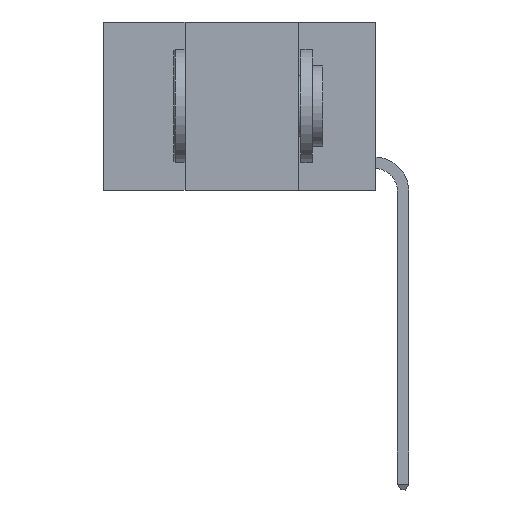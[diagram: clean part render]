
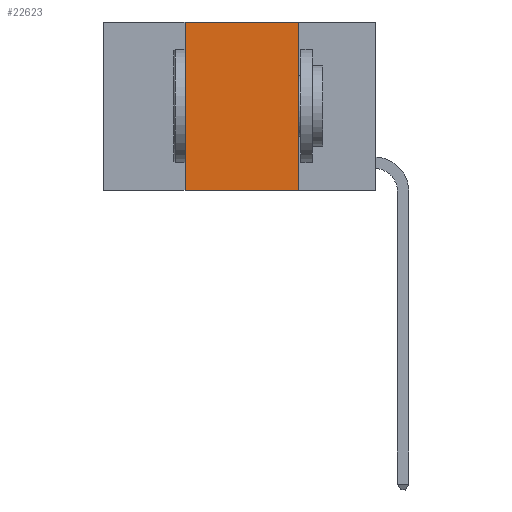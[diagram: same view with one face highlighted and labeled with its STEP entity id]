
A CAD part, left-side view. The second image highlights one B-rep face of the part: STEP entity #22623.
In plain terms, the highlighted planar face has unit normal (-1, 0, 0).
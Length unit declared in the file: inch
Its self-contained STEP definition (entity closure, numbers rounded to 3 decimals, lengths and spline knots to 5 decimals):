
#869 = CARTESIAN_POINT ( 'NONE',  ( 0., 0.6, 0. ) ) ;
#882 = DIRECTION ( 'NONE',  ( 0., -1., 0. ) ) ;
#1717 = VERTEX_POINT ( 'NONE', #26476 ) ;
#2221 = DIRECTION ( 'NONE',  ( 0., 0., -1. ) ) ;
#2937 = ORIENTED_EDGE ( 'NONE', *, *, #9945, .T. ) ;
#3067 = DIRECTION ( 'NONE',  ( 0., 0., -1. ) ) ;
#3817 = VERTEX_POINT ( 'NONE', #26479 ) ;
#6157 = DIRECTION ( 'NONE',  ( 0., 0., 1. ) ) ;
#7325 = PLANE ( 'NONE',  #24730 ) ;
#7495 = ORIENTED_EDGE ( 'NONE', *, *, #20144, .F. ) ;
#7541 = VERTEX_POINT ( 'NONE', #21599 ) ;
#8380 = LINE ( 'NONE', #17978, #21233 ) ;
#9945 = EDGE_CURVE ( 'NONE', #11137, #1717, #13024, .T. ) ;
#11137 = VERTEX_POINT ( 'NONE', #18371 ) ;
#11372 = EDGE_CURVE ( 'NONE', #11137, #3817, #19712, .T. ) ;
#11530 = ORIENTED_EDGE ( 'NONE', *, *, #11372, .F. ) ;
#11862 = LINE ( 'NONE', #19567, #17622 ) ;
#12337 = VECTOR ( 'NONE', #882, 39.37008 ) ;
#13024 = LINE ( 'NONE', #16042, #12337 ) ;
#16030 = DIRECTION ( 'NONE',  ( 1., 0., 0. ) ) ;
#16042 = CARTESIAN_POINT ( 'NONE',  ( 0., 0.6, -0.37 ) ) ;
#17622 = VECTOR ( 'NONE', #2221, 39.37008 ) ;
#17978 = CARTESIAN_POINT ( 'NONE',  ( 0., 0.6, 0. ) ) ;
#18370 = ORIENTED_EDGE ( 'NONE', *, *, #18664, .F. ) ;
#18371 = CARTESIAN_POINT ( 'NONE',  ( 0., 0.42, -0.37 ) ) ;
#18664 = EDGE_CURVE ( 'NONE', #7541, #1717, #11862, .T. ) ;
#19567 = CARTESIAN_POINT ( 'NONE',  ( 0., 0.17, 0. ) ) ;
#19712 = LINE ( 'NONE', #23392, #25343 ) ;
#20144 = EDGE_CURVE ( 'NONE', #3817, #7541, #8380, .T. ) ;
#21233 = VECTOR ( 'NONE', #26512, 39.37008 ) ;
#21599 = CARTESIAN_POINT ( 'NONE',  ( 0., 0.17, 0. ) ) ;
#22623 = ADVANCED_FACE ( 'NONE', ( #23509 ), #7325, .F. ) ;
#23392 = CARTESIAN_POINT ( 'NONE',  ( 0., 0.42, 0. ) ) ;
#23509 = FACE_OUTER_BOUND ( 'NONE', #27426, .T. ) ;
#24730 = AXIS2_PLACEMENT_3D ( 'NONE', #869, #16030, #3067 ) ;
#25343 = VECTOR ( 'NONE', #6157, 39.37008 ) ;
#26476 = CARTESIAN_POINT ( 'NONE',  ( 0., 0.17, -0.37 ) ) ;
#26479 = CARTESIAN_POINT ( 'NONE',  ( 0., 0.42, 0. ) ) ;
#26512 = DIRECTION ( 'NONE',  ( 0., -1., 0. ) ) ;
#27426 = EDGE_LOOP ( 'NONE', ( #18370, #7495, #11530, #2937 ) ) ;
